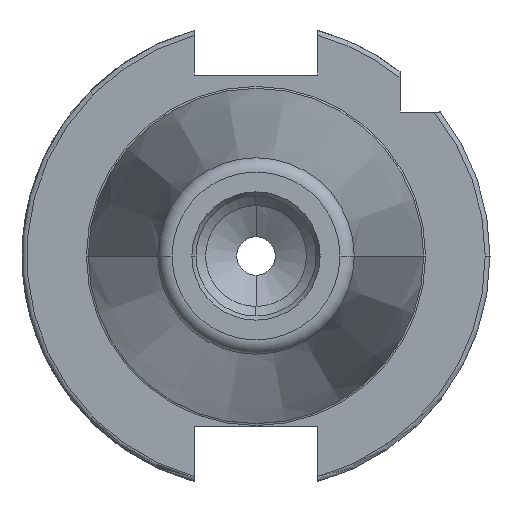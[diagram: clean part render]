
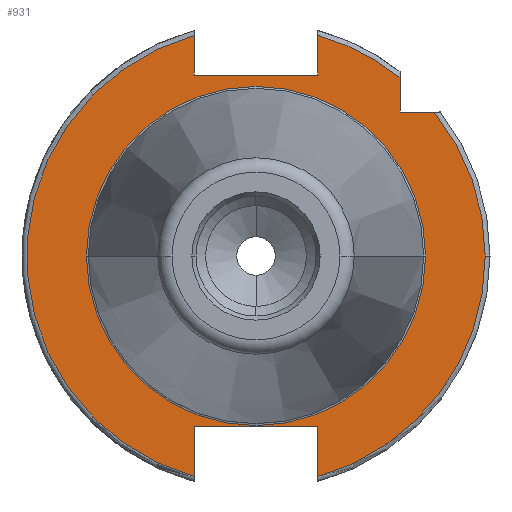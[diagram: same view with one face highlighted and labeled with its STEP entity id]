
A CAD part, left-side view. The second image highlights one B-rep face of the part: STEP entity #931.
In plain terms, the highlighted planar face has unit normal (-1, 0, 0).
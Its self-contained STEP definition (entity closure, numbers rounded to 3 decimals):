
#5 = AXIS2_PLACEMENT_3D ( 'NONE', #4057, #2801, #3989 ) ;
#27 = DIRECTION ( 'NONE',  ( -1., 0., 0. ) ) ;
#35 = VERTEX_POINT ( 'NONE', #3190 ) ;
#77 = CARTESIAN_POINT ( 'NONE',  ( 3.2, -12.85, 37.7 ) ) ;
#84 = DIRECTION ( 'NONE',  ( -1., 0., 0. ) ) ;
#132 = LINE ( 'NONE', #2505, #810 ) ;
#156 = VERTEX_POINT ( 'NONE', #2538 ) ;
#167 = EDGE_CURVE ( 'NONE', #35, #1252, #3542, .T. ) ;
#207 = PLANE ( 'NONE',  #2944 ) ;
#230 = CARTESIAN_POINT ( 'NONE',  ( 3.2, -35.325, 0. ) ) ;
#257 = ORIENTED_EDGE ( 'NONE', *, *, #4011, .T. ) ;
#278 = EDGE_CURVE ( 'NONE', #1485, #1535, #1658, .T. ) ;
#305 = AXIS2_PLACEMENT_3D ( 'NONE', #4113, #1433, #1147 ) ;
#380 = EDGE_CURVE ( 'NONE', #35, #4056, #1698, .T. ) ;
#470 = CARTESIAN_POINT ( 'NONE',  ( 3.2, -30., 37.149 ) ) ;
#490 = CARTESIAN_POINT ( 'NONE',  ( 3.2, 12.85, 45.988 ) ) ;
#548 = CARTESIAN_POINT ( 'NONE',  ( 3.2, -37.149, 30. ) ) ;
#554 = CARTESIAN_POINT ( 'NONE',  ( 3.2, -30., 38.426 ) ) ;
#582 = CARTESIAN_POINT ( 'NONE',  ( 3.2, -12.85, -35.5 ) ) ;
#712 = DIRECTION ( 'NONE',  ( -1., 0., 0. ) ) ;
#733 = VECTOR ( 'NONE', #3712, 1000. ) ;
#753 = EDGE_CURVE ( 'NONE', #4196, #1085, #1881, .T. ) ;
#763 = CIRCLE ( 'NONE', #2152, 47.75 ) ;
#766 = CARTESIAN_POINT ( 'NONE',  ( 3.2, -47.75, 0. ) ) ;
#810 = VECTOR ( 'NONE', #3856, 1000. ) ;
#838 = DIRECTION ( 'NONE',  ( 0., -1., 0. ) ) ;
#858 = LINE ( 'NONE', #554, #1575 ) ;
#876 = VECTOR ( 'NONE', #911, 1000. ) ;
#885 = CIRCLE ( 'NONE', #3324, 47.75 ) ;
#911 = DIRECTION ( 'NONE',  ( 0., 0., -1. ) ) ;
#931 = ADVANCED_FACE ( 'NONE', ( #2894, #4171 ), #207, .F. ) ;
#1001 = ORIENTED_EDGE ( 'NONE', *, *, #167, .F. ) ;
#1085 = VERTEX_POINT ( 'NONE', #766 ) ;
#1147 = DIRECTION ( 'NONE',  ( 0., -1., 0. ) ) ;
#1252 = VERTEX_POINT ( 'NONE', #3613 ) ;
#1297 = ORIENTED_EDGE ( 'NONE', *, *, #1609, .F. ) ;
#1298 = DIRECTION ( 'NONE',  ( 0., 0., -1. ) ) ;
#1323 = EDGE_LOOP ( 'NONE', ( #3355, #1297 ) ) ;
#1353 = DIRECTION ( 'NONE',  ( 0., -1., 0. ) ) ;
#1433 = DIRECTION ( 'NONE',  ( -1., 0., 0. ) ) ;
#1485 = VERTEX_POINT ( 'NONE', #2252 ) ;
#1535 = VERTEX_POINT ( 'NONE', #77 ) ;
#1575 = VECTOR ( 'NONE', #4239, 1000. ) ;
#1584 = EDGE_CURVE ( 'NONE', #156, #3026, #2425, .T. ) ;
#1585 = ORIENTED_EDGE ( 'NONE', *, *, #3341, .T. ) ;
#1593 = CARTESIAN_POINT ( 'NONE',  ( 3.2, 12.85, 37.7 ) ) ;
#1609 = EDGE_CURVE ( 'NONE', #3694, #2657, #3792, .T. ) ;
#1658 = LINE ( 'NONE', #1593, #3133 ) ;
#1698 = LINE ( 'NONE', #3405, #2513 ) ;
#1700 = CARTESIAN_POINT ( 'NONE',  ( 3.2, -30., 30. ) ) ;
#1709 = DIRECTION ( 'NONE',  ( 0., -1., 0. ) ) ;
#1719 = VERTEX_POINT ( 'NONE', #470 ) ;
#1760 = EDGE_CURVE ( 'NONE', #1535, #2703, #2109, .T. ) ;
#1874 = CARTESIAN_POINT ( 'NONE',  ( 3.2, 12.85, -35.5 ) ) ;
#1881 = CIRCLE ( 'NONE', #5, 47.75 ) ;
#1908 = CARTESIAN_POINT ( 'NONE',  ( 3.2, -12.85, 45.988 ) ) ;
#1911 = AXIS2_PLACEMENT_3D ( 'NONE', #3701, #712, #838 ) ;
#1913 = LINE ( 'NONE', #582, #876 ) ;
#2037 = ORIENTED_EDGE ( 'NONE', *, *, #380, .T. ) ;
#2045 = ORIENTED_EDGE ( 'NONE', *, *, #1760, .F. ) ;
#2050 = ORIENTED_EDGE ( 'NONE', *, *, #2656, .F. ) ;
#2058 = CARTESIAN_POINT ( 'NONE',  ( 3.2, 0., 0. ) ) ;
#2072 = DIRECTION ( 'NONE',  ( 0., -1., 0. ) ) ;
#2091 = DIRECTION ( 'NONE',  ( -1., 0., 0. ) ) ;
#2109 = LINE ( 'NONE', #3188, #2819 ) ;
#2134 = VERTEX_POINT ( 'NONE', #490 ) ;
#2152 = AXIS2_PLACEMENT_3D ( 'NONE', #2058, #84, #1709 ) ;
#2251 = DIRECTION ( 'NONE',  ( 0., -1., 0. ) ) ;
#2252 = CARTESIAN_POINT ( 'NONE',  ( 3.2, 12.85, 37.7 ) ) ;
#2253 = EDGE_CURVE ( 'NONE', #4056, #4196, #1913, .T. ) ;
#2279 = ORIENTED_EDGE ( 'NONE', *, *, #753, .T. ) ;
#2425 = LINE ( 'NONE', #1700, #733 ) ;
#2435 = VECTOR ( 'NONE', #1298, 1000. ) ;
#2505 = CARTESIAN_POINT ( 'NONE',  ( 3.2, 12.85, 37.7 ) ) ;
#2513 = VECTOR ( 'NONE', #4020, 1000. ) ;
#2538 = CARTESIAN_POINT ( 'NONE',  ( 3.2, -30., 30. ) ) ;
#2544 = DIRECTION ( 'NONE',  ( 0., 1., 0. ) ) ;
#2572 = ORIENTED_EDGE ( 'NONE', *, *, #3725, .T. ) ;
#2656 = EDGE_CURVE ( 'NONE', #1719, #156, #858, .T. ) ;
#2657 = VERTEX_POINT ( 'NONE', #230 ) ;
#2685 = AXIS2_PLACEMENT_3D ( 'NONE', #3389, #2091, #2072 ) ;
#2703 = VERTEX_POINT ( 'NONE', #1908 ) ;
#2754 = ORIENTED_EDGE ( 'NONE', *, *, #3269, .T. ) ;
#2801 = DIRECTION ( 'NONE',  ( -1., 0., 0. ) ) ;
#2819 = VECTOR ( 'NONE', #3208, 1000. ) ;
#2822 = DIRECTION ( 'NONE',  ( 1., 0., 0. ) ) ;
#2847 = EDGE_LOOP ( 'NONE', ( #1001, #2037, #3552, #2279, #2572, #3195, #2050, #257, #2045, #4035, #1585, #2754 ) ) ;
#2894 = FACE_BOUND ( 'NONE', #1323, .T. ) ;
#2944 = AXIS2_PLACEMENT_3D ( 'NONE', #4215, #2822, #2544 ) ;
#3012 = CARTESIAN_POINT ( 'NONE',  ( 3.2, 0., 0. ) ) ;
#3026 = VERTEX_POINT ( 'NONE', #548 ) ;
#3109 = CARTESIAN_POINT ( 'NONE',  ( 3.2, -12.85, -45.988 ) ) ;
#3133 = VECTOR ( 'NONE', #2251, 1000. ) ;
#3188 = CARTESIAN_POINT ( 'NONE',  ( 3.2, -12.85, 37.7 ) ) ;
#3190 = CARTESIAN_POINT ( 'NONE',  ( 3.2, 12.85, -35.5 ) ) ;
#3195 = ORIENTED_EDGE ( 'NONE', *, *, #1584, .F. ) ;
#3208 = DIRECTION ( 'NONE',  ( 0., 0., 1. ) ) ;
#3269 = EDGE_CURVE ( 'NONE', #2134, #1252, #885, .T. ) ;
#3324 = AXIS2_PLACEMENT_3D ( 'NONE', #3012, #27, #1353 ) ;
#3341 = EDGE_CURVE ( 'NONE', #1485, #2134, #132, .T. ) ;
#3355 = ORIENTED_EDGE ( 'NONE', *, *, #3768, .F. ) ;
#3389 = CARTESIAN_POINT ( 'NONE',  ( 3.2, 0., 0. ) ) ;
#3405 = CARTESIAN_POINT ( 'NONE',  ( 3.2, 12.85, -35.5 ) ) ;
#3542 = LINE ( 'NONE', #1874, #2435 ) ;
#3552 = ORIENTED_EDGE ( 'NONE', *, *, #2253, .T. ) ;
#3613 = CARTESIAN_POINT ( 'NONE',  ( 3.2, 12.85, -45.988 ) ) ;
#3658 = CARTESIAN_POINT ( 'NONE',  ( 3.2, 35.325, 0. ) ) ;
#3694 = VERTEX_POINT ( 'NONE', #3658 ) ;
#3697 = CARTESIAN_POINT ( 'NONE',  ( 3.2, -12.85, -35.5 ) ) ;
#3701 = CARTESIAN_POINT ( 'NONE',  ( 3.2, 0., 0. ) ) ;
#3712 = DIRECTION ( 'NONE',  ( 0., -1., 0. ) ) ;
#3725 = EDGE_CURVE ( 'NONE', #1085, #3026, #4203, .T. ) ;
#3768 = EDGE_CURVE ( 'NONE', #2657, #3694, #4274, .T. ) ;
#3792 = CIRCLE ( 'NONE', #2685, 35.325 ) ;
#3856 = DIRECTION ( 'NONE',  ( 0., 0., 1. ) ) ;
#3989 = DIRECTION ( 'NONE',  ( 0., -1., 0. ) ) ;
#4011 = EDGE_CURVE ( 'NONE', #1719, #2703, #763, .T. ) ;
#4020 = DIRECTION ( 'NONE',  ( 0., -1., 0. ) ) ;
#4035 = ORIENTED_EDGE ( 'NONE', *, *, #278, .F. ) ;
#4056 = VERTEX_POINT ( 'NONE', #3697 ) ;
#4057 = CARTESIAN_POINT ( 'NONE',  ( 3.2, 0., 0. ) ) ;
#4113 = CARTESIAN_POINT ( 'NONE',  ( 3.2, 0., 0. ) ) ;
#4171 = FACE_OUTER_BOUND ( 'NONE', #2847, .T. ) ;
#4196 = VERTEX_POINT ( 'NONE', #3109 ) ;
#4203 = CIRCLE ( 'NONE', #1911, 47.75 ) ;
#4215 = CARTESIAN_POINT ( 'NONE',  ( 3.2, 35.325, 0. ) ) ;
#4239 = DIRECTION ( 'NONE',  ( 0., 0., -1. ) ) ;
#4274 = CIRCLE ( 'NONE', #305, 35.325 ) ;
